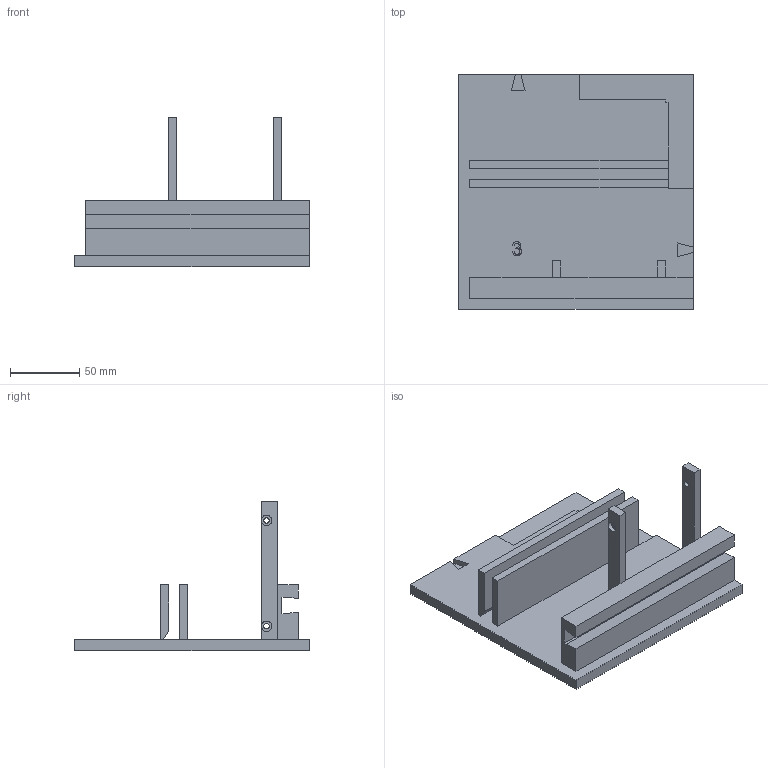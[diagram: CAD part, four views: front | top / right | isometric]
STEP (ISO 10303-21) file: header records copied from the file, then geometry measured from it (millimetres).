
FILE_DESCRIPTION(('FreeCAD Model'),'2;1');
FILE_NAME('Open CASCADE Shape Model','2025-05-28T20:22:24',(''),(''), 'Open CASCADE STEP processor 7.8','FreeCAD','Unknown');
FILE_SCHEMA(('AUTOMOTIVE_DESIGN { 1 0 10303 214 1 1 1 1 }'));
Length unit declared in the file: millimetre
Products named in the file (1): 3LowerPart004
Bounding box: 170 x 170 x 108.5 mm (x, y, z)
Volume: 377276.5 mm3; surface area: 113307.1 mm2
Topology: 1 solids, 1 shells, 97 faces, 260 edges, 170 vertices
Faces by surface type: plane 62, extrusion 27, cylinder 8
Full cylindrical faces by diameter (mm): 4 x4, 7.5 x4
Entity records: 3062 total; most frequent: CARTESIAN_POINT 690, ORIENTED_EDGE 520, DIRECTION 391, EDGE_CURVE 260, VECTOR 217, LINE 190, VERTEX_POINT 170, FACE_BOUND 110
